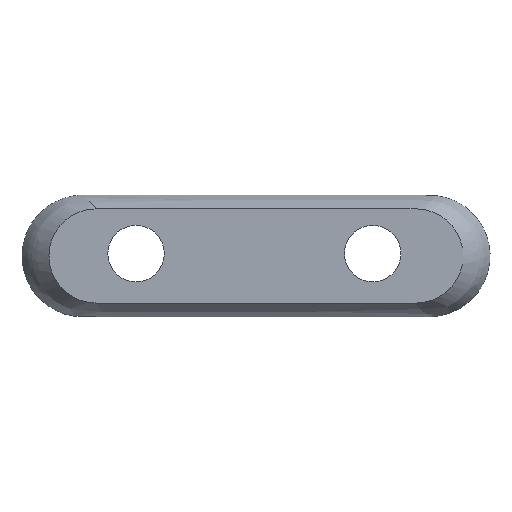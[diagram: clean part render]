
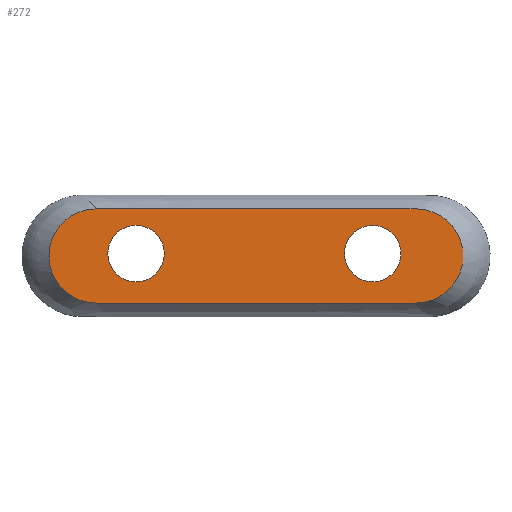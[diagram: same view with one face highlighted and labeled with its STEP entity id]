
A CAD part, top view. The second image highlights one B-rep face of the part: STEP entity #272.
In plain terms, the highlighted planar face has unit normal (0, 0, 1).
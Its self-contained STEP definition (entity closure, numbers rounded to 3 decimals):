
#272 = ADVANCED_FACE ( 'NONE', ( #2043, #963, #4641 ), #4512, .T. ) ;
#361 = AXIS2_PLACEMENT_3D ( 'NONE', #3793, #1232, #5312 ) ;
#386 = DIRECTION ( 'NONE',  ( 1., 0., 0. ) ) ;
#430 = CARTESIAN_POINT ( 'NONE',  ( -25.5, 0.5, 11. ) ) ;
#540 = VERTEX_POINT ( 'NONE', #653 ) ;
#596 = DIRECTION ( 'NONE',  ( 0., 0., 1. ) ) ;
#643 = ORIENTED_EDGE ( 'NONE', *, *, #5319, .F. ) ;
#653 = CARTESIAN_POINT ( 'NONE',  ( -34., -10., 11. ) ) ;
#721 = AXIS2_PLACEMENT_3D ( 'NONE', #3075, #3612, #4661 ) ;
#724 = CARTESIAN_POINT ( 'NONE',  ( 34., -10., 11. ) ) ;
#837 = VECTOR ( 'NONE', #5251, 1000. ) ;
#963 = FACE_BOUND ( 'NONE', #2985, .T. ) ;
#973 = EDGE_CURVE ( 'NONE', #2254, #540, #3910, .T. ) ;
#1017 = CARTESIAN_POINT ( 'NONE',  ( -25.5, 0.5, 11. ) ) ;
#1048 = EDGE_LOOP ( 'NONE', ( #6320, #1819, #4783, #4985 ) ) ;
#1095 = AXIS2_PLACEMENT_3D ( 'NONE', #1504, #1538, #3085 ) ;
#1156 = VECTOR ( 'NONE', #1173, 1000. ) ;
#1173 = DIRECTION ( 'NONE',  ( -1., 0., 0. ) ) ;
#1232 = DIRECTION ( 'NONE',  ( 0., 0., -1. ) ) ;
#1373 = CIRCLE ( 'NONE', #721, 6. ) ;
#1504 = CARTESIAN_POINT ( 'NONE',  ( -34., 0., 11. ) ) ;
#1527 = DIRECTION ( 'NONE',  ( 0., 0., 1. ) ) ;
#1538 = DIRECTION ( 'NONE',  ( 0., 0., 1. ) ) ;
#1579 = AXIS2_PLACEMENT_3D ( 'NONE', #430, #6579, #3121 ) ;
#1610 = LINE ( 'NONE', #5288, #1156 ) ;
#1682 = CARTESIAN_POINT ( 'NONE',  ( 34., 0., 11. ) ) ;
#1737 = EDGE_CURVE ( 'NONE', #540, #2775, #4178, .T. ) ;
#1819 = ORIENTED_EDGE ( 'NONE', *, *, #1737, .T. ) ;
#1969 = AXIS2_PLACEMENT_3D ( 'NONE', #2379, #5449, #386 ) ;
#2017 = AXIS2_PLACEMENT_3D ( 'NONE', #1682, #596, #3192 ) ;
#2022 = EDGE_CURVE ( 'NONE', #4919, #2254, #1610, .T. ) ;
#2043 = FACE_OUTER_BOUND ( 'NONE', #1048, .T. ) ;
#2077 = CARTESIAN_POINT ( 'NONE',  ( -19.5, 0.5, 11. ) ) ;
#2216 = VERTEX_POINT ( 'NONE', #3635 ) ;
#2231 = EDGE_CURVE ( 'NONE', #2775, #4919, #5241, .T. ) ;
#2232 = AXIS2_PLACEMENT_3D ( 'NONE', #1017, #1527, #5163 ) ;
#2254 = VERTEX_POINT ( 'NONE', #2688 ) ;
#2379 = CARTESIAN_POINT ( 'NONE',  ( -34., 0., 11. ) ) ;
#2573 = CARTESIAN_POINT ( 'NONE',  ( 34., 10., 11. ) ) ;
#2688 = CARTESIAN_POINT ( 'NONE',  ( -34., 10., 11. ) ) ;
#2775 = VERTEX_POINT ( 'NONE', #724 ) ;
#2985 = EDGE_LOOP ( 'NONE', ( #643, #6389 ) ) ;
#3072 = EDGE_CURVE ( 'NONE', #6267, #2216, #6495, .T. ) ;
#3075 = CARTESIAN_POINT ( 'NONE',  ( 24.8, 0.5, 11. ) ) ;
#3085 = DIRECTION ( 'NONE',  ( 1., 0., 0. ) ) ;
#3113 = CARTESIAN_POINT ( 'NONE',  ( 30.8, 0.5, 11. ) ) ;
#3121 = DIRECTION ( 'NONE',  ( 1., 0., 0. ) ) ;
#3192 = DIRECTION ( 'NONE',  ( 1., 0., 0. ) ) ;
#3612 = DIRECTION ( 'NONE',  ( 0., 0., -1. ) ) ;
#3635 = CARTESIAN_POINT ( 'NONE',  ( 18.8, 0.5, 11. ) ) ;
#3646 = CARTESIAN_POINT ( 'NONE',  ( -31.5, 0.5, 11. ) ) ;
#3793 = CARTESIAN_POINT ( 'NONE',  ( 24.8, 0.5, 11. ) ) ;
#3910 = CIRCLE ( 'NONE', #1969, 10. ) ;
#4002 = ORIENTED_EDGE ( 'NONE', *, *, #3072, .T. ) ;
#4178 = LINE ( 'NONE', #4245, #837 ) ;
#4245 = CARTESIAN_POINT ( 'NONE',  ( -34., -10., 11. ) ) ;
#4274 = CIRCLE ( 'NONE', #2232, 6. ) ;
#4326 = VERTEX_POINT ( 'NONE', #2077 ) ;
#4365 = EDGE_CURVE ( 'NONE', #5404, #4326, #5132, .T. ) ;
#4512 = PLANE ( 'NONE',  #1095 ) ;
#4641 = FACE_BOUND ( 'NONE', #5882, .T. ) ;
#4661 = DIRECTION ( 'NONE',  ( 1., 0., 0. ) ) ;
#4783 = ORIENTED_EDGE ( 'NONE', *, *, #2231, .T. ) ;
#4834 = ORIENTED_EDGE ( 'NONE', *, *, #5108, .T. ) ;
#4919 = VERTEX_POINT ( 'NONE', #2573 ) ;
#4985 = ORIENTED_EDGE ( 'NONE', *, *, #2022, .T. ) ;
#5108 = EDGE_CURVE ( 'NONE', #2216, #6267, #1373, .T. ) ;
#5132 = CIRCLE ( 'NONE', #1579, 6. ) ;
#5163 = DIRECTION ( 'NONE',  ( 1., 0., 0. ) ) ;
#5241 = CIRCLE ( 'NONE', #2017, 10. ) ;
#5251 = DIRECTION ( 'NONE',  ( 1., 0., 0. ) ) ;
#5288 = CARTESIAN_POINT ( 'NONE',  ( -34., 10., 11. ) ) ;
#5312 = DIRECTION ( 'NONE',  ( 1., 0., 0. ) ) ;
#5319 = EDGE_CURVE ( 'NONE', #4326, #5404, #4274, .T. ) ;
#5404 = VERTEX_POINT ( 'NONE', #3646 ) ;
#5449 = DIRECTION ( 'NONE',  ( 0., 0., 1. ) ) ;
#5882 = EDGE_LOOP ( 'NONE', ( #4002, #4834 ) ) ;
#6267 = VERTEX_POINT ( 'NONE', #3113 ) ;
#6320 = ORIENTED_EDGE ( 'NONE', *, *, #973, .T. ) ;
#6389 = ORIENTED_EDGE ( 'NONE', *, *, #4365, .F. ) ;
#6495 = CIRCLE ( 'NONE', #361, 6. ) ;
#6579 = DIRECTION ( 'NONE',  ( 0., 0., 1. ) ) ;
